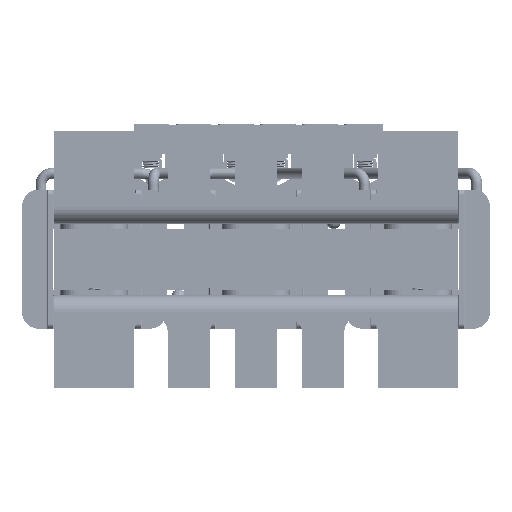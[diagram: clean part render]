
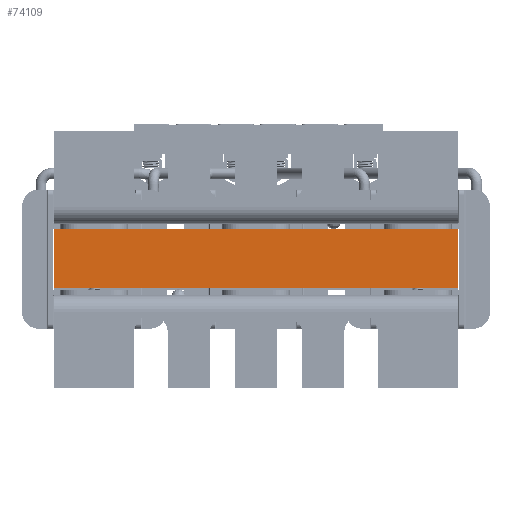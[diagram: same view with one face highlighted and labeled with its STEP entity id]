
A CAD part, front view. The second image highlights one B-rep face of the part: STEP entity #74109.
In plain terms, the highlighted planar face has unit normal (0, -1, 0).
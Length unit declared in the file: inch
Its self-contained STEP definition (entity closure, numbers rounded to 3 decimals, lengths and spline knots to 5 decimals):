
#2162 = CARTESIAN_POINT ( 'NONE',  ( -1.3125, 0., -0.44 ) ) ;
#5382 = EDGE_CURVE ( 'NONE', #24324, #70476, #41709, .T. ) ;
#5462 = VECTOR ( 'NONE', #22935, 39.37008 ) ;
#9000 = ORIENTED_EDGE ( 'NONE', *, *, #184985, .F. ) ;
#10497 = CARTESIAN_POINT ( 'NONE',  ( 4.6875, 0., 0. ) ) ;
#14727 = ORIENTED_EDGE ( 'NONE', *, *, #46290, .T. ) ;
#16797 = FACE_OUTER_BOUND ( 'NONE', #137801, .T. ) ;
#21799 = LINE ( 'NONE', #54162, #5462 ) ;
#22935 = DIRECTION ( 'NONE',  ( 0., 0., -1. ) ) ;
#24324 = VERTEX_POINT ( 'NONE', #2162 ) ;
#25176 = CARTESIAN_POINT ( 'NONE',  ( 4.6875, 0., -0.44 ) ) ;
#26739 = DIRECTION ( 'NONE',  ( 0., -1., 0. ) ) ;
#38727 = CARTESIAN_POINT ( 'NONE',  ( 1.6875, 0., 0.44 ) ) ;
#41709 = LINE ( 'NONE', #25176, #41921 ) ;
#41921 = VECTOR ( 'NONE', #115011, 39.37008 ) ;
#46290 = EDGE_CURVE ( 'NONE', #76134, #24324, #142777, .T. ) ;
#53548 = VECTOR ( 'NONE', #128557, 39.37008 ) ;
#53553 = VERTEX_POINT ( 'NONE', #104511 ) ;
#54162 = CARTESIAN_POINT ( 'NONE',  ( 4.6875, 0., 0. ) ) ;
#55355 = ORIENTED_EDGE ( 'NONE', *, *, #5382, .T. ) ;
#57381 = PLANE ( 'NONE',  #78664 ) ;
#57442 = DIRECTION ( 'NONE',  ( 0., 0., -1. ) ) ;
#70476 = VERTEX_POINT ( 'NONE', #72034 ) ;
#72034 = CARTESIAN_POINT ( 'NONE',  ( 4.6875, 0., -0.44 ) ) ;
#74109 = ADVANCED_FACE ( 'NONE', ( #16797 ), #57381, .T. ) ;
#76134 = VERTEX_POINT ( 'NONE', #158176 ) ;
#78664 = AXIS2_PLACEMENT_3D ( 'NONE', #10497, #26739, #99040 ) ;
#85129 = EDGE_CURVE ( 'NONE', #76134, #53553, #93127, .T. ) ;
#93127 = LINE ( 'NONE', #38727, #53548 ) ;
#98195 = ORIENTED_EDGE ( 'NONE', *, *, #85129, .F. ) ;
#99040 = DIRECTION ( 'NONE',  ( 1., 0., 0. ) ) ;
#104511 = CARTESIAN_POINT ( 'NONE',  ( 4.6875, 0., 0.44 ) ) ;
#115011 = DIRECTION ( 'NONE',  ( 1., 0., 0. ) ) ;
#128557 = DIRECTION ( 'NONE',  ( 1., 0., 0. ) ) ;
#137801 = EDGE_LOOP ( 'NONE', ( #98195, #14727, #55355, #9000 ) ) ;
#142777 = LINE ( 'NONE', #162281, #184773 ) ;
#158176 = CARTESIAN_POINT ( 'NONE',  ( -1.3125, 0., 0.44 ) ) ;
#162281 = CARTESIAN_POINT ( 'NONE',  ( -1.3125, 0., 0. ) ) ;
#184773 = VECTOR ( 'NONE', #57442, 39.37008 ) ;
#184985 = EDGE_CURVE ( 'NONE', #53553, #70476, #21799, .T. ) ;
